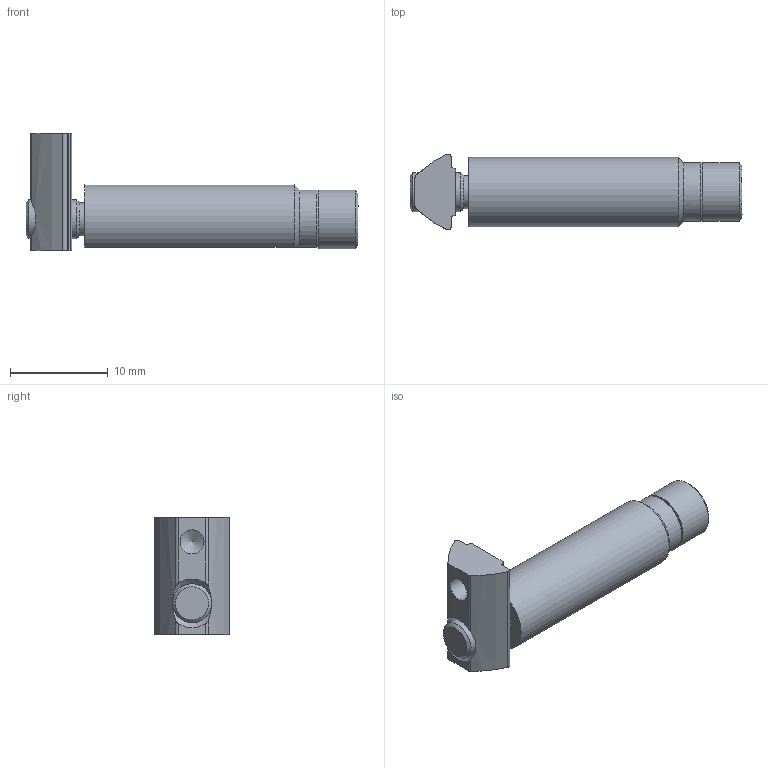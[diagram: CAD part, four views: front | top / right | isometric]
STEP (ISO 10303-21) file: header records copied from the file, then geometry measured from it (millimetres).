
FILE_DESCRIPTION(/* description */ (''),/* implementation_level */ '2;1');
FILE_NAME(/* name */ '340420.stp',/* time_stamp */ '2017-12-02T15:51:00+01:00',/* author */ ('jiri.spacek'),/* organization */ (''),/* preprocessor_version */ 'ST-DEVELOPER v16.1',/* originating_system */ 'Autodesk Inventor 2016',/* authorisation */ '');
FILE_SCHEMA (('CONFIG_CONTROL_DESIGN'));
Length unit declared in the file: millimetre
Products named in the file (4): fath_099h054_1; fath_099h054_3; fath_099h054_2; Sestava7
Assembly tree (3 placements, depth 2):
  Sestava7
    fath_099h054_1
    fath_099h054_3
    fath_099h054_2
Bounding box: 34 x 7.75 x 12 mm (x, y, z)
Volume: 1167.9 mm3; surface area: 1699 mm2
Topology: 3 solids, 3 shells, 77 faces, 200 edges, 129 vertices
Faces by surface type: cylinder 34, plane 33, cone 10
Full cylindrical faces by diameter (mm): 2.459 x1, 3.242 x1, 3.4 x1, 4 x1, 4.2 x1, 6 x1
Entity records: 2416 total; most frequent: CARTESIAN_POINT 452, DIRECTION 408, ORIENTED_EDGE 348, EDGE_CURVE 174, AXIS2_PLACEMENT_3D 164, VERTEX_POINT 118, EDGE_LOOP 96, LINE 80
